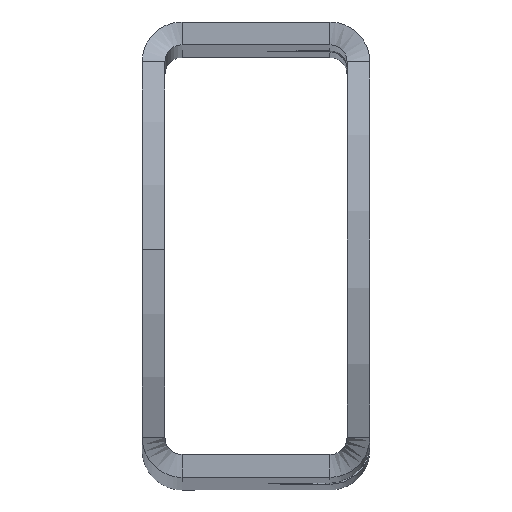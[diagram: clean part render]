
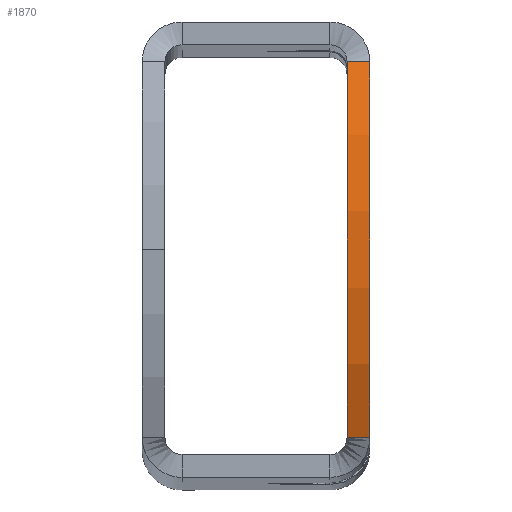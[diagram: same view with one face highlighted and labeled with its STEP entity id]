
A CAD part, top view. The second image highlights one B-rep face of the part: STEP entity #1870.
In plain terms, the highlighted cylindrical face has radius 40 mm (diameter 80 mm), a partial arc.
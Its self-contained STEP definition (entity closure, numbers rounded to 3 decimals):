
#62 = AXIS2_PLACEMENT_3D ( 'NONE', #4812, #4286, #3377 ) ;
#99 = ORIENTED_EDGE ( 'NONE', *, *, #2909, .T. ) ;
#155 = DIRECTION ( 'NONE',  ( -1., 0., 0. ) ) ;
#390 = LINE ( 'NONE', #2664, #6844 ) ;
#896 = CARTESIAN_POINT ( 'NONE',  ( 10., 16.5, 321.438 ) ) ;
#1106 = ORIENTED_EDGE ( 'NONE', *, *, #5279, .T. ) ;
#1192 = CYLINDRICAL_SURFACE ( 'NONE', #5155, 40. ) ;
#1546 = CIRCLE ( 'NONE', #62, 40. ) ;
#1617 = VERTEX_POINT ( 'NONE', #4967 ) ;
#1845 = ORIENTED_EDGE ( 'NONE', *, *, #6876, .F. ) ;
#1870 = ADVANCED_FACE ( 'NONE', ( #8745 ), #1192, .T. ) ;
#2261 = VERTEX_POINT ( 'NONE', #3502 ) ;
#2379 = DIRECTION ( 'NONE',  ( -1., 0., 0. ) ) ;
#2385 = LINE ( 'NONE', #896, #9098 ) ;
#2664 = CARTESIAN_POINT ( 'NONE',  ( 8., -16.5, 321.438 ) ) ;
#2859 = EDGE_CURVE ( 'NONE', #8293, #2261, #1546, .T. ) ;
#2909 = EDGE_CURVE ( 'NONE', #2261, #3092, #2385, .T. ) ;
#3092 = VERTEX_POINT ( 'NONE', #5625 ) ;
#3145 = AXIS2_PLACEMENT_3D ( 'NONE', #7982, #2379, #4461 ) ;
#3240 = DIRECTION ( 'NONE',  ( 0., 1., 0. ) ) ;
#3369 = DIRECTION ( 'NONE',  ( 1., 0., 0. ) ) ;
#3377 = DIRECTION ( 'NONE',  ( 0., 1., 0. ) ) ;
#3502 = CARTESIAN_POINT ( 'NONE',  ( 10., 16.5, 321.438 ) ) ;
#4025 = CARTESIAN_POINT ( 'NONE',  ( 8., 0., 285. ) ) ;
#4286 = DIRECTION ( 'NONE',  ( -1., 0., 0. ) ) ;
#4423 = ORIENTED_EDGE ( 'NONE', *, *, #2859, .T. ) ;
#4461 = DIRECTION ( 'NONE',  ( 0., 1., 0. ) ) ;
#4812 = CARTESIAN_POINT ( 'NONE',  ( 10., 0., 285. ) ) ;
#4967 = CARTESIAN_POINT ( 'NONE',  ( 8., -16.5, 321.438 ) ) ;
#5155 = AXIS2_PLACEMENT_3D ( 'NONE', #4025, #7402, #3240 ) ;
#5279 = EDGE_CURVE ( 'NONE', #1617, #8293, #390, .T. ) ;
#5625 = CARTESIAN_POINT ( 'NONE',  ( 8., 16.5, 321.438 ) ) ;
#6445 = CARTESIAN_POINT ( 'NONE',  ( 10., -16.5, 321.438 ) ) ;
#6732 = EDGE_LOOP ( 'NONE', ( #4423, #99, #1845, #1106 ) ) ;
#6844 = VECTOR ( 'NONE', #3369, 1000. ) ;
#6876 = EDGE_CURVE ( 'NONE', #1617, #3092, #6991, .T. ) ;
#6991 = CIRCLE ( 'NONE', #3145, 40. ) ;
#7402 = DIRECTION ( 'NONE',  ( 1., 0., 0. ) ) ;
#7982 = CARTESIAN_POINT ( 'NONE',  ( 8., 0., 285. ) ) ;
#8293 = VERTEX_POINT ( 'NONE', #6445 ) ;
#8745 = FACE_OUTER_BOUND ( 'NONE', #6732, .T. ) ;
#9098 = VECTOR ( 'NONE', #155, 1000. ) ;
